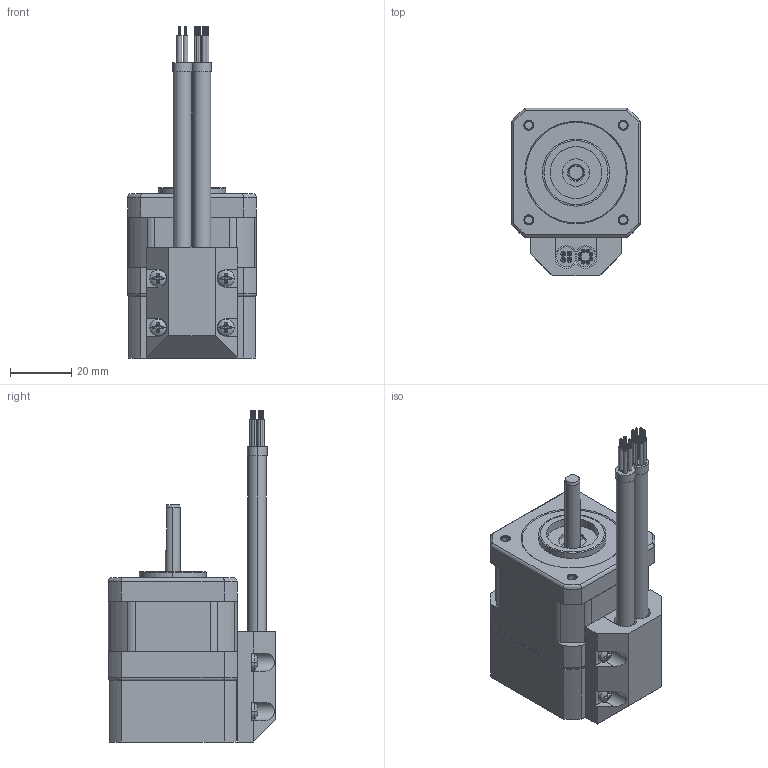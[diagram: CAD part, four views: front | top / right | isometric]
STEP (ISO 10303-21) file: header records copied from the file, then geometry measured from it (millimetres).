
FILE_DESCRIPTION((''),'2;1');
FILE_NAME('4611110043141_ASM','2023-02-09T09:29:57',('ms26442'),(''),'CREO PARAMETRIC BY PTC INC, 2018100','CREO PARAMETRIC BY PTC INC, 2018100','');
FILE_SCHEMA(('CONFIG_CONTROL_DESIGN'));
Products named in the file (33): 4613102100900; 3698153000606; 3698153000593; 4613104004954_ASM; 4613103012535_ASM; 4219121305418; 4613106100097_AF0; 4693220000376_AF0; 4613106100097_AF1; 4332101105994_AF0; 4613107114194_ASM; 4333201500016; 4333201500914; 4331101000001; 4613108009534_ASM; 4219121305771; 4294440200012_AF0; 4294404000181; 3698151100128; 4613153000841_ASM; 3219720000565; 4716140201542; 4394000100589; 4294404002105; 4394000100660; 4294404000340; 4394000100590; 4394000100591; 4294404000480; 3698201200063; DIANJIXIANSHU; ENCODERXIANSHU; 4611110043141_ASM
Assembly tree (40 placements, depth 5):
  4611110043141_ASM
    4613153000841_ASM
      4613103012535_ASM
        4613104004954_ASM
          4613102100900
          3698153000606
          3698153000593
      4219121305418
      4613108009534_ASM
        4613107114194_ASM
          4613106100097_AF0
          4693220000376_AF0
          4613106100097_AF1
          4332101105994_AF0
        4333201500016
        4333201500914
        4331101000001  x2
      4219121305771
      4294440200012_AF0
      4294404000181  x2
      3698151100128
    3219720000565
    4716140201542
    4394000100589
    4294404002105  x3
    4394000100660
    4294404000340  x2
    4394000100590
    4394000100591
    4294404000480  x4
    3698201200063
    DIANJIXIANSHU
    ENCODERXIANSHU
Bounding box: 42.2 x 55 x 108.8 mm (x, y, z)
Volume: 61278.2 mm3; surface area: 70025.8 mm2
Topology: 34 solids, 62 shells, 3252 faces, 8749 edges, 5765 vertices
Faces by surface type: plane 1616, cylinder 1431, cone 89, torus 74, sphere 22, bspline 20
Entity records: 98314 total; most frequent: CARTESIAN_POINT 19537, DIRECTION 16863, ORIENTED_EDGE 16214, EDGE_CURVE 8143, AXIS2_PLACEMENT_3D 6028, VERTEX_POINT 5369, VECTOR 4807, LINE 4807
